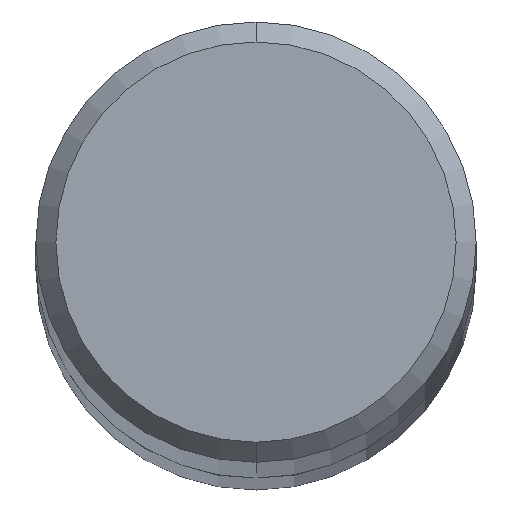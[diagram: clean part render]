
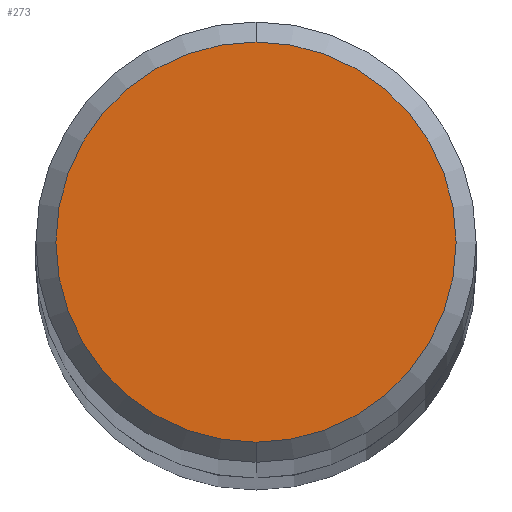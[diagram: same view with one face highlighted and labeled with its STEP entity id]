
A CAD part, top view. The second image highlights one B-rep face of the part: STEP entity #273.
In plain terms, the highlighted planar face has unit normal (0, 0, 1).
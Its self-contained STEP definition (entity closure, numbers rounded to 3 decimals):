
#205=VERTEX_POINT('',#485);
#273=ADVANCED_FACE('',(#561),#562,.T.);
#383=EDGE_CURVE('',#405,#205,#683,.T.);
#405=VERTEX_POINT('',#706);
#407=EDGE_CURVE('',#205,#405,#708,.T.);
#485=CARTESIAN_POINT('',(0.0,1.0,0.0));
#561=FACE_OUTER_BOUND('',#1003,.T.);
#562=PLANE('',#1004);
#683=CIRCLE('',#1250,1.0);
#706=CARTESIAN_POINT('',(0.,-1.0,0.0));
#708=CIRCLE('',#1297,1.0);
#1003=EDGE_LOOP('',(#1457,#1458));
#1004=AXIS2_PLACEMENT_3D('',#1459,#1460,#1461);
#1250=AXIS2_PLACEMENT_3D('',#1597,#1598,#1599);
#1297=AXIS2_PLACEMENT_3D('',#1614,#1615,#1616);
#1457=ORIENTED_EDGE('',*,*,#407,.F.);
#1458=ORIENTED_EDGE('',*,*,#383,.F.);
#1459=CARTESIAN_POINT('',(0.0,0.5,0.0));
#1460=DIRECTION('',(-0.0,0.0,1.0));
#1461=DIRECTION('',(0.0,-1.0,0.0));
#1597=CARTESIAN_POINT('',(0.0,0.0,0.0));
#1598=DIRECTION('',(0.0,0.0,-1.0));
#1599=DIRECTION('',(0.0,1.0,0.0));
#1614=CARTESIAN_POINT('',(0.0,0.0,0.0));
#1615=DIRECTION('',(0.0,0.0,-1.0));
#1616=DIRECTION('',(0.0,1.0,0.0));
